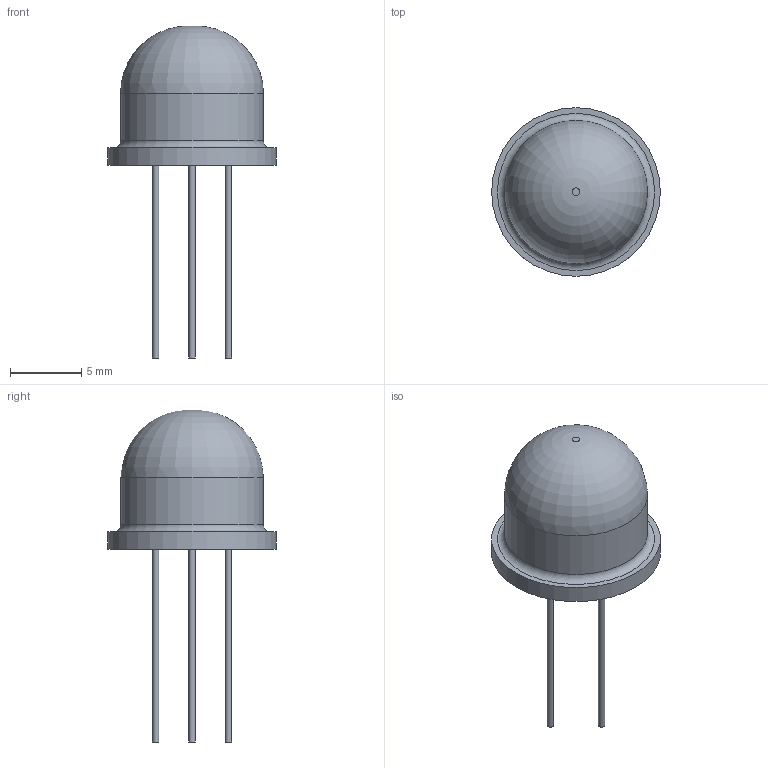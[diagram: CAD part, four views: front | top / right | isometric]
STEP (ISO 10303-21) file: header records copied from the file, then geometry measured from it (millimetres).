
FILE_DESCRIPTION(/* description */ ('STEP AP242','CAx-IF Rec.Pracs.---Representation and Presentation of Product Manufacturing Information (PMI)---4.0---2014-10-13','CAx-IF Rec.Pracs.---3D Tessellated Geometry---0.4---2014-09-14','2;1'),/* implementation_level */ '2;1');
FILE_NAME(/* name */ '637d6370c69bdb43ca5d6ae1',/* time_stamp */ '2022-11-23T00:04:01+00:00',/* author */ (''),/* organization */ (''),/* preprocessor_version */ 'ST-DEVELOPER v18.102',/* originating_system */ ' ',/* authorisation */ ' ');
FILE_SCHEMA (('AP242_MANAGED_MODEL_BASED_3D_ENGINEERING_MIM_LF { 1 0 10303 442 1 1 4 }'));
Length unit declared in the file: metre
Products named in the file (6): Part 6; Part 5; Part 2; Part 3; Part 4; Part 1
Bounding box: 11.8 x 11.8 x 23.23 mm (x, y, z)
Volume: 392 mm3; surface area: 957.2 mm2
Topology: 6 solids, 6 shells, 41 faces, 66 edges, 40 vertices
Faces by surface type: plane 18, cylinder 16, torus 7
Full cylindrical faces by diameter (mm): 0.45 x4, 8.2 x1, 9 x1, 10 x1, 10.8 x1, 11.8 x1
Entity records: 998 total; most frequent: DIRECTION 170, CARTESIAN_POINT 147, ORIENTED_EDGE 100, AXIS2_PLACEMENT_3D 77, EDGE_LOOP 58, FACE_BOUND 58, EDGE_CURVE 50, ADVANCED_FACE 41
